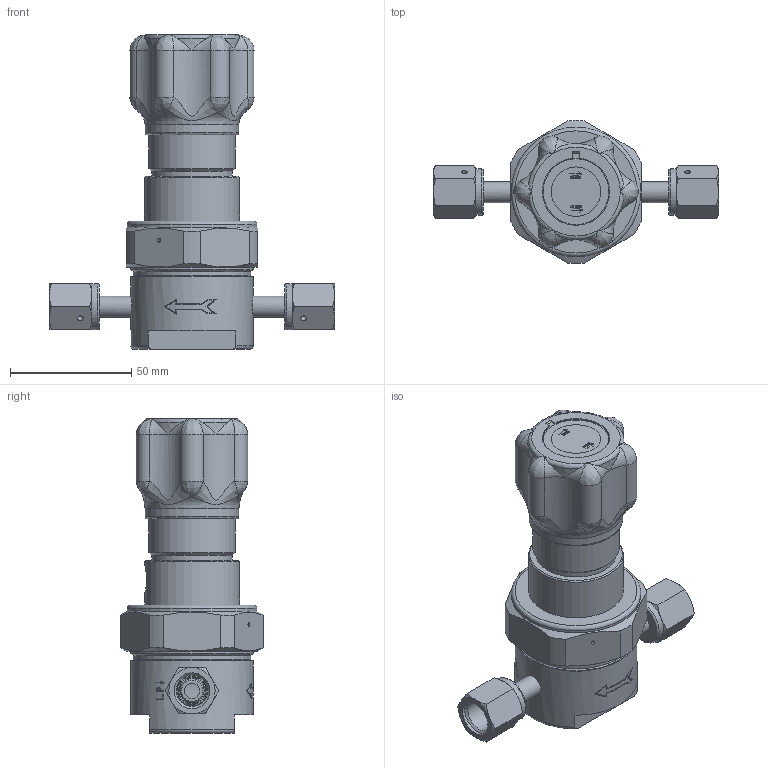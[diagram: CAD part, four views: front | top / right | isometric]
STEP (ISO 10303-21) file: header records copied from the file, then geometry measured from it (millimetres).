
FILE_DESCRIPTION(/* description */ ('FR10(_)2PFSFF(_)'),/* implementation_level */ '2;1');
FILE_NAME(/* name */ 'SD100208.stp',/* time_stamp */ '2022-04-15T15:42:32+05:00',/* author */ ('JB00826771'),/* organization */ (''),/* preprocessor_version */ 'ST-DEVELOPER v18',/* originating_system */ 'Autodesk Inventor 2020',/* authorisation */ '');
FILE_SCHEMA (('AUTOMOTIVE_DESIGN { 1 0 10303 214 3 1 1 }'));
Length unit declared in the file: inch
Products named in the file (1): SD100208
Bounding box: 117.32 x 58.91 x 129.54 mm (x, y, z)
Volume: 218100.3 mm3; surface area: 32158.5 mm2
Topology: 1 solids, 1 shells, 518 faces, 1371 edges, 908 vertices
Faces by surface type: plane 278, cylinder 103, bspline 69, cone 45, torus 23
Full cylindrical faces by diameter (mm): 1.575 x2, 2.286 x4, 3.962 x2, 6.375 x2, 8.611 x2, 8.788 x2, 9.169 x2, 11.379 x2, 12.573 x2, 12.929 x2, 14.732 x2, 19.05 x2, 20.32 x1, 27.051 x1, 33.223 x1, 35.56 x1, 38.608 x1, 39.116 x1, 48.514 x1, 50.292 x2, 53.34 x1
Entity records: 21742 total; most frequent: CARTESIAN_POINT 8711, ORIENTED_EDGE 2726, DIRECTION 2378, EDGE_CURVE 1363, VERTEX_POINT 908, AXIS2_PLACEMENT_3D 812, LINE 754, VECTOR 754
